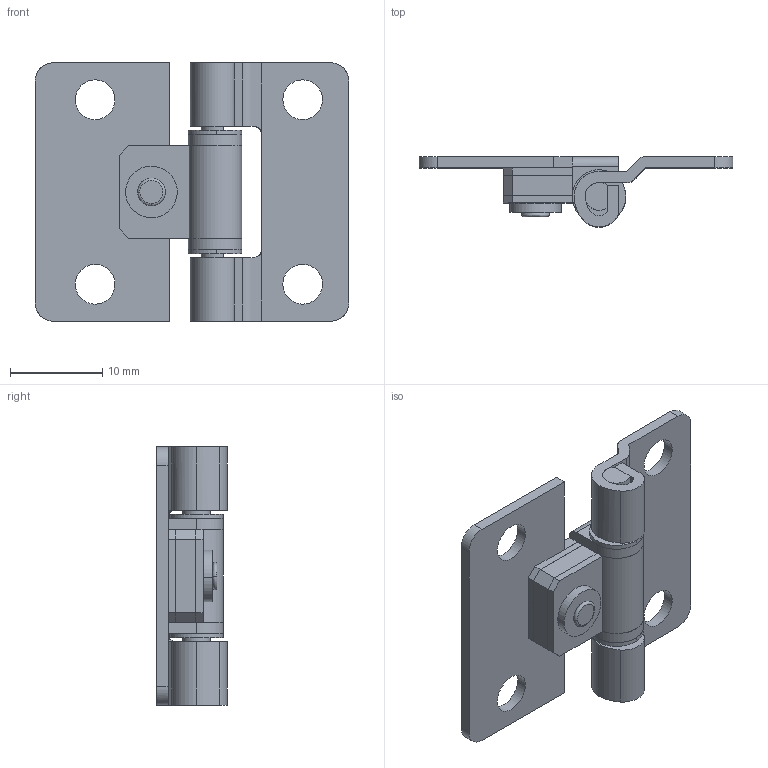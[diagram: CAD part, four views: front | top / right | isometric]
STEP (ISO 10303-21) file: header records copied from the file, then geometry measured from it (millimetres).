
FILE_DESCRIPTION((''),'2;1');
FILE_NAME('','2005-04-20T09:02:14',(''),(''),'','CADfix','');
FILE_SCHEMA(('AUTOMOTIVE_DESIGN'));
Length unit declared in the file: millimetre
Products named in the file (9): washer_2; washer_1; shaft; rivet; plug; hinge piece_B; hinge piece_A; body; TH_125_5_2616_36
Assembly tree (9 placements, depth 2):
  TH_125_5_2616_36
    washer_2  x2
    washer_1
    shaft
    rivet
    plug
    hinge piece_B
    hinge piece_A
    body
Bounding box: 34 x 7.6 x 28 mm (x, y, z)
Volume: 1906 mm3; surface area: 4005.6 mm2
Topology: 9 solids, 9 shells, 142 faces, 434 edges, 310 vertices
Faces by surface type: bspline 142
Entity records: 5087 total; most frequent: CARTESIAN_POINT 2541, ORIENTED_EDGE 828, EDGE_CURVE 414, VERTEX_POINT 294, QUASI_UNIFORM_CURVE 220, EDGE_LOOP 160, FACE_OUTER_BOUND 136, ADVANCED_FACE 136
